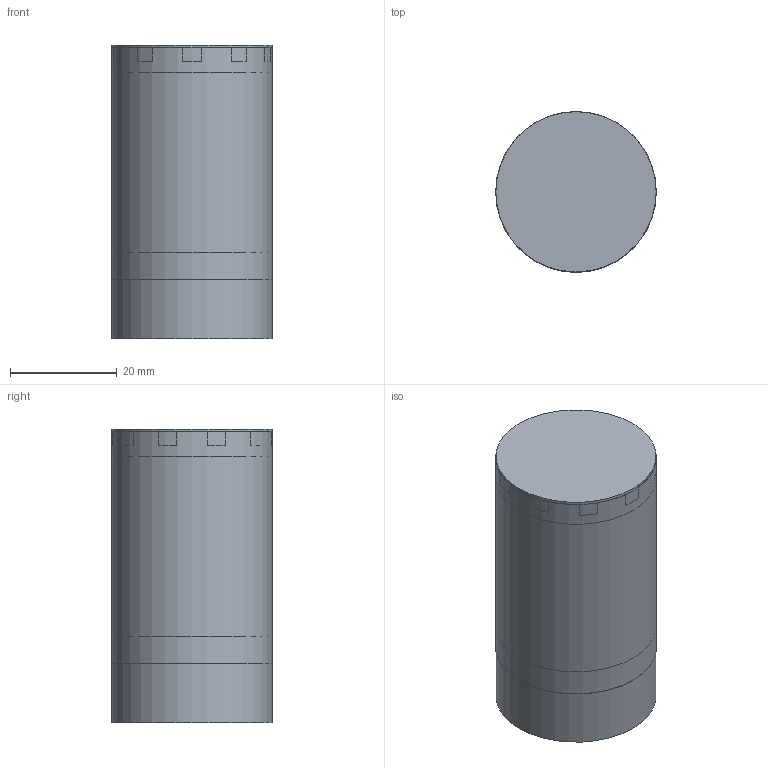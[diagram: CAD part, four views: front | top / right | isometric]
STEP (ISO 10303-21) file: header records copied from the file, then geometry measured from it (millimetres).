
FILE_DESCRIPTION(/* description */ (''),/* implementation_level */ '2;1');
FILE_NAME(/* name */ 'rook.stp',/* time_stamp */ '2024-02-07T14:34:41+01:00',/* author */ (''),/* organization */ (''),/* preprocessor_version */ 'ST-DEVELOPER v18.1',/* originating_system */ 'SIEMENS PLM Software NX 1961',/* authorisation */ '');
FILE_SCHEMA (('AUTOMOTIVE_DESIGN { 1 0 10303 214 3 1 1 1 }'));
Length unit declared in the file: millimetre
Products named in the file (1): rook
Bounding box: 30.07 x 30.07 x 55 mm (x, y, z)
Surface area: 17875.5 mm2
Topology: 3 solids, 3 shells, 58 faces, 153 edges, 101 vertices
Faces by surface type: plane 46, cylinder 6, torus 3, cone 2, sphere 1
Full cylindrical faces by diameter (mm): 22.414 x1, 24.072 x1, 29.952 x2, 30 x1, 30.072 x1
Entity records: 1720 total; most frequent: DIRECTION 306, CARTESIAN_POINT 287, ORIENTED_EDGE 268, EDGE_CURVE 134, AXIS2_PLACEMENT_3D 113, VERTEX_POINT 94, LINE 80, VECTOR 80
